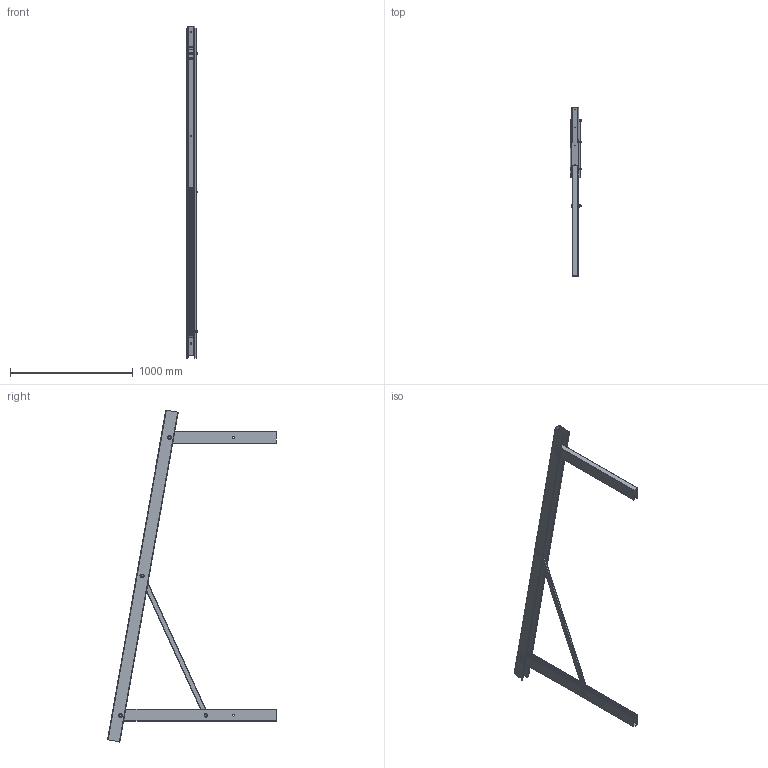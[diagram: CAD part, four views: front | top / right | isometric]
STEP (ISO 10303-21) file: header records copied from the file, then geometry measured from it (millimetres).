
FILE_DESCRIPTION (( 'STEP AP214' ), '1' );
FILE_NAME ('5901550_KSTP1.STEP', '2026-02-26T14:54:10', ( '' ), ( '' ), 'SwSTEP 2.0', 'SolidWorks 2024', '' );
FILE_SCHEMA (( 'AUTOMOTIVE_DESIGN' ));
Length unit declared in the file: millimetre
Products named in the file (14): 254582.stp; 243191_ISO 7040-M12-C.stp; 244651_QS1250.stp; 237759_VS1250.stp; 243171_45.stp; 237758_QT2730.stp; 247892.stp; 5901550_KSTP1.stp; BS001 12_Washer DIN 125 - A 13.stp; 237757_SH10.stp; 019162_L=080 mm.stp; 237755_534.stp; 243171_50.stp; 5901550_KSTP1
Assembly tree (26 placements, depth 4):
  5901550_KSTP1
    5901550_KSTP1.stp
      244651_QS1250.stp
        237759_VS1250.stp
        243171_50.stp
        243171_45.stp
      237757_SH10.stp
      237758_QT2730.stp
      237755_534.stp
      254582.stp  x2
      019162_L=080 mm.stp  x4
      243191_ISO 7040-M12-C.stp  x4
      BS001 12_Washer DIN 125 - A 13.stp  x4
      247892.stp  x4
Bounding box: 93.5 x 1376.31 x 2706.25 mm (x, y, z)
Volume: 3741817 mm3; surface area: 3084066.5 mm2
Topology: 24 solids, 24 shells, 5224 faces, 15072 edges, 9916 vertices
Faces by surface type: plane 3684, cylinder 1392, cone 100, torus 48
Entity records: 160580 total; most frequent: CARTESIAN_POINT 29061, ORIENTED_EDGE 28368, DIRECTION 26447, EDGE_CURVE 14184, VECTOR 11553, LINE 11553, VERTEX_POINT 9383, AXIS2_PLACEMENT_3D 7447
